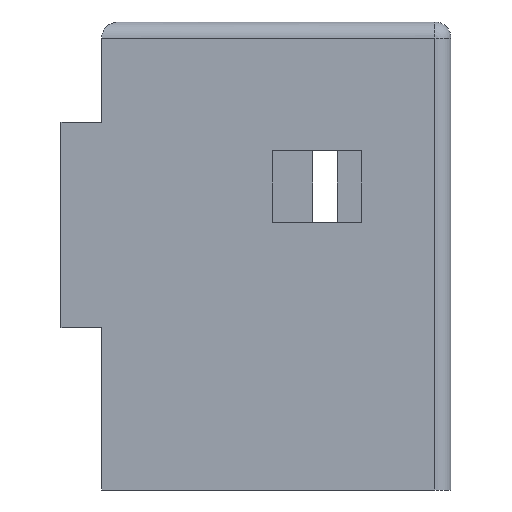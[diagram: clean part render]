
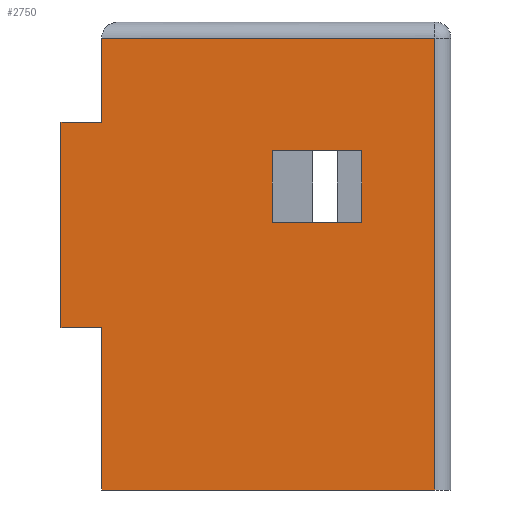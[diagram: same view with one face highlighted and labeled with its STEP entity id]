
A CAD part, front view. The second image highlights one B-rep face of the part: STEP entity #2750.
In plain terms, the highlighted planar face has unit normal (0, -1, 0).
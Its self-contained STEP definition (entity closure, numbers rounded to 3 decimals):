
#97=CARTESIAN_POINT('Line Origine',(-2.5,-30.,39.9)) ;
#101=CARTESIAN_POINT('Vertex',(19.5,-30.,39.9)) ;
#103=CARTESIAN_POINT('Vertex',(-21.5,-30.,39.9)) ;
#160=CARTESIAN_POINT('Line Origine',(19.5,-30.,13.1)) ;
#164=CARTESIAN_POINT('Vertex',(19.5,-30.,-15.7)) ;
#261=CARTESIAN_POINT('Line Origine',(-1.,-30.,-15.7)) ;
#265=CARTESIAN_POINT('Vertex',(-21.5,-30.,-15.7)) ;
#347=CARTESIAN_POINT('Line Origine',(-21.5,-30.,-5.7)) ;
#351=CARTESIAN_POINT('Vertex',(-21.5,-30.,4.3)) ;
#447=CARTESIAN_POINT('Vertex',(10.5,-30.,26.05)) ;
#450=CARTESIAN_POINT('Line Origine',(5.,-30.,26.05)) ;
#454=CARTESIAN_POINT('Vertex',(-0.5,-30.,26.05)) ;
#507=CARTESIAN_POINT('Line Origine',(-0.5,-30.,21.65)) ;
#511=CARTESIAN_POINT('Vertex',(-0.5,-30.,17.25)) ;
#552=CARTESIAN_POINT('Line Origine',(5.,-30.,17.25)) ;
#556=CARTESIAN_POINT('Vertex',(10.5,-30.,17.25)) ;
#658=CARTESIAN_POINT('Line Origine',(10.5,-30.,21.65)) ;
#2662=CARTESIAN_POINT('Line Origine',(-24.,-30.,4.3)) ;
#2666=CARTESIAN_POINT('Vertex',(-26.5,-30.,4.3)) ;
#2710=CARTESIAN_POINT('Axis2P3D Location',(21.5,-30.,0.)) ;
#2715=CARTESIAN_POINT('Line Origine',(-21.5,-30.,34.725)) ;
#2719=CARTESIAN_POINT('Vertex',(-21.5,-30.,29.55)) ;
#2722=CARTESIAN_POINT('Line Origine',(-24.,-30.,29.55)) ;
#2726=CARTESIAN_POINT('Vertex',(-26.5,-30.,29.55)) ;
#2729=CARTESIAN_POINT('Line Origine',(-26.5,-30.,16.925)) ;
#98=DIRECTION('Vector Direction',(-1.,0.,0.)) ;
#161=DIRECTION('Vector Direction',(0.,0.,1.)) ;
#262=DIRECTION('Vector Direction',(1.,0.,0.)) ;
#348=DIRECTION('Vector Direction',(0.,0.,-1.)) ;
#451=DIRECTION('Vector Direction',(1.,0.,0.)) ;
#508=DIRECTION('Vector Direction',(0.,0.,1.)) ;
#553=DIRECTION('Vector Direction',(-1.,0.,0.)) ;
#659=DIRECTION('Vector Direction',(0.,0.,1.)) ;
#2663=DIRECTION('Vector Direction',(1.,0.,0.)) ;
#2711=DIRECTION('Axis2P3D Direction',(0.,1.,-0.)) ;
#2712=DIRECTION('Axis2P3D XDirection',(-1.,0.,0.)) ;
#2716=DIRECTION('Vector Direction',(0.,0.,1.)) ;
#2723=DIRECTION('Vector Direction',(-1.,0.,0.)) ;
#2730=DIRECTION('Vector Direction',(0.,0.,-1.)) ;
#2713=AXIS2_PLACEMENT_3D('Plane Axis2P3D',#2710,#2711,#2712) ;
#2735=ORIENTED_EDGE('',*,*,#2668,.T.) ;
#2736=ORIENTED_EDGE('',*,*,#353,.T.) ;
#2737=ORIENTED_EDGE('',*,*,#267,.F.) ;
#2738=ORIENTED_EDGE('',*,*,#166,.T.) ;
#2739=ORIENTED_EDGE('',*,*,#105,.T.) ;
#2740=ORIENTED_EDGE('',*,*,#2721,.F.) ;
#2741=ORIENTED_EDGE('',*,*,#2728,.T.) ;
#2742=ORIENTED_EDGE('',*,*,#2733,.T.) ;
#2745=ORIENTED_EDGE('',*,*,#662,.F.) ;
#2746=ORIENTED_EDGE('',*,*,#558,.F.) ;
#2747=ORIENTED_EDGE('',*,*,#513,.T.) ;
#2748=ORIENTED_EDGE('',*,*,#456,.F.) ;
#2749=FACE_BOUND('',#2744,.T.) ;
#99=VECTOR('Line Direction',#98,1.) ;
#162=VECTOR('Line Direction',#161,1.) ;
#263=VECTOR('Line Direction',#262,1.) ;
#349=VECTOR('Line Direction',#348,1.) ;
#452=VECTOR('Line Direction',#451,1.) ;
#509=VECTOR('Line Direction',#508,1.) ;
#554=VECTOR('Line Direction',#553,1.) ;
#660=VECTOR('Line Direction',#659,1.) ;
#2664=VECTOR('Line Direction',#2663,1.) ;
#2717=VECTOR('Line Direction',#2716,1.) ;
#2724=VECTOR('Line Direction',#2723,1.) ;
#2731=VECTOR('Line Direction',#2730,1.) ;
#2750=ADVANCED_FACE('\X2\96F64EF651E04F554F53\X0\',(#2743,#2749),#2714,.F.) ;
#105=EDGE_CURVE('',#102,#104,#100,.T.) ;
#166=EDGE_CURVE('',#165,#102,#163,.T.) ;
#267=EDGE_CURVE('',#165,#266,#264,.F.) ;
#353=EDGE_CURVE('',#352,#266,#350,.T.) ;
#456=EDGE_CURVE('',#448,#455,#453,.F.) ;
#513=EDGE_CURVE('',#512,#455,#510,.T.) ;
#558=EDGE_CURVE('',#512,#557,#555,.F.) ;
#662=EDGE_CURVE('',#557,#448,#661,.T.) ;
#2668=EDGE_CURVE('',#2667,#352,#2665,.T.) ;
#2721=EDGE_CURVE('',#2720,#104,#2718,.T.) ;
#2728=EDGE_CURVE('',#2720,#2727,#2725,.T.) ;
#2733=EDGE_CURVE('',#2727,#2667,#2732,.T.) ;
#2734=EDGE_LOOP('',(#2735,#2736,#2737,#2738,#2739,#2740,#2741,#2742)) ;
#2744=EDGE_LOOP('',(#2745,#2746,#2747,#2748)) ;
#2743=FACE_OUTER_BOUND('',#2734,.T.) ;
#100=LINE('Line',#97,#99) ;
#163=LINE('Line',#160,#162) ;
#264=LINE('Line',#261,#263) ;
#350=LINE('Line',#347,#349) ;
#453=LINE('Line',#450,#452) ;
#510=LINE('Line',#507,#509) ;
#555=LINE('Line',#552,#554) ;
#661=LINE('Line',#658,#660) ;
#2665=LINE('Line',#2662,#2664) ;
#2718=LINE('Line',#2715,#2717) ;
#2725=LINE('Line',#2722,#2724) ;
#2732=LINE('Line',#2729,#2731) ;
#2714=PLANE('',#2713) ;
#102=VERTEX_POINT('',#101) ;
#104=VERTEX_POINT('',#103) ;
#165=VERTEX_POINT('',#164) ;
#266=VERTEX_POINT('',#265) ;
#352=VERTEX_POINT('',#351) ;
#448=VERTEX_POINT('',#447) ;
#455=VERTEX_POINT('',#454) ;
#512=VERTEX_POINT('',#511) ;
#557=VERTEX_POINT('',#556) ;
#2667=VERTEX_POINT('',#2666) ;
#2720=VERTEX_POINT('',#2719) ;
#2727=VERTEX_POINT('',#2726) ;
